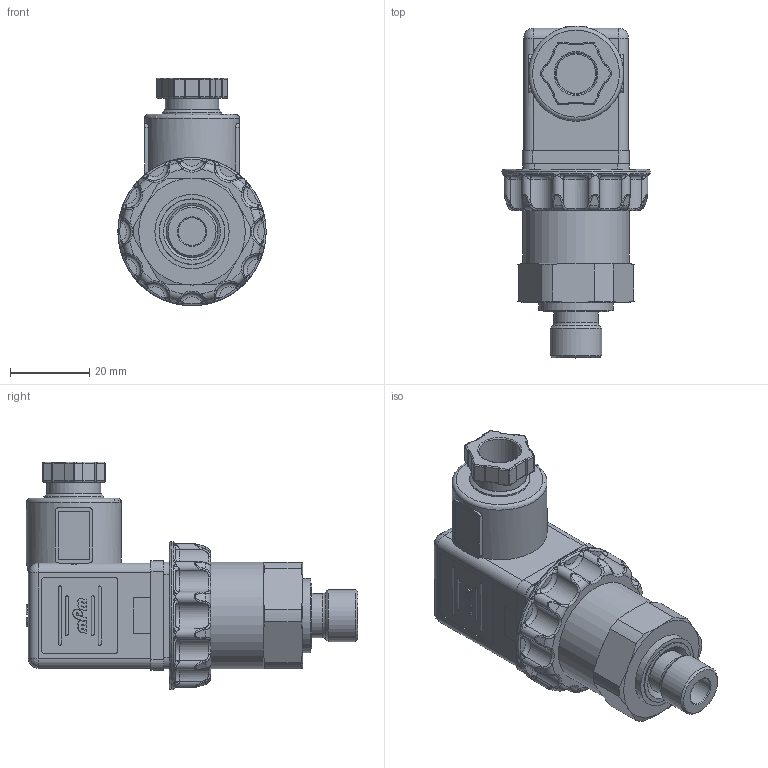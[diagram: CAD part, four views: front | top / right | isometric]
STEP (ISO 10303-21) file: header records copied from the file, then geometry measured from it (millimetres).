
FILE_DESCRIPTION(/* description */ ('DST P40I-2411-A0GB04-1'),/* implementation_level */ '2;1');
FILE_NAME(/* name */ 'WEB078G5004.step',/* time_stamp */ '2018-11-30T17:35:28+01:00',/* author */ ('U269238'),/* organization */ (''),/* preprocessor_version */ 'ST-DEVELOPER v16.1',/* originating_system */ 'Autodesk Inventor 2016',/* authorisation */ '');
FILE_SCHEMA (('AUTOMOTIVE_DESIGN { 1 0 10303 214 3 1 1 }'));
Length unit declared in the file: millimetre
Products named in the file (1): WEB078G5004
Bounding box: 37.5 x 84 x 57.55 mm (x, y, z)
Volume: 57753 mm3; surface area: 12814.5 mm2
Topology: 1 solids, 1 shells, 781 faces, 1952 edges, 1164 vertices
Faces by surface type: cylinder 277, plane 243, bspline 132, torus 82, cone 31, sphere 16
Full cylindrical faces by diameter (mm): 5.5 x1, 6.4 x1, 7 x1, 7.35 x1, 10 x1, 10.5 x1, 11.2 x1, 11.6 x1, 13.157 x1, 13.6 x1, 15.15 x1, 16.5 x1, 16.6 x1, 18.8 x1, 24 x1, 27 x1, 27.1 x1, 37.5 x1
Entity records: 28780 total; most frequent: CARTESIAN_POINT 10226, ORIENTED_EDGE 3714, DIRECTION 3656, EDGE_CURVE 1857, AXIS2_PLACEMENT_3D 1431, VERTEX_POINT 1151, EDGE_LOOP 854, LINE 794
